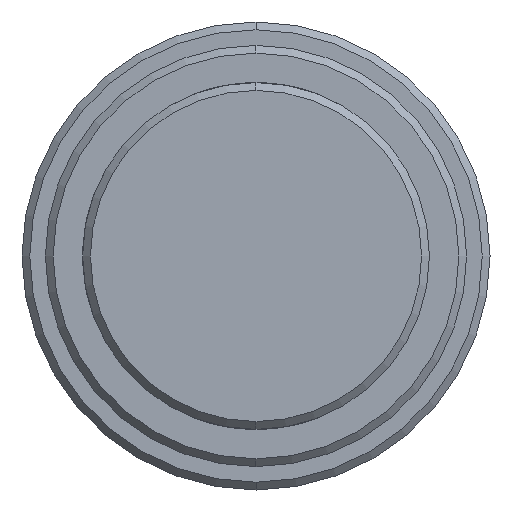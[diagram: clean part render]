
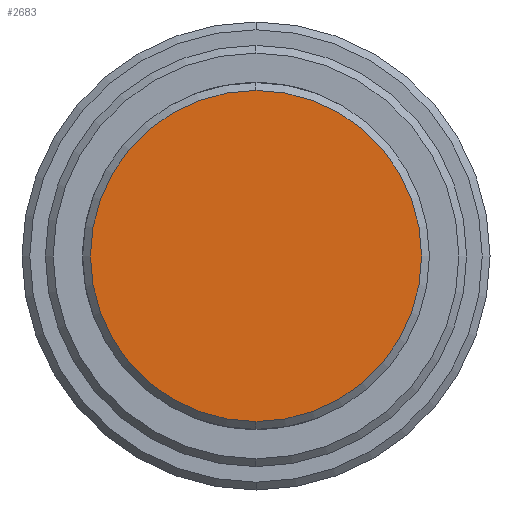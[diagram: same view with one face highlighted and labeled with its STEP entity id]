
A CAD part, left-side view. The second image highlights one B-rep face of the part: STEP entity #2683.
In plain terms, the highlighted planar face has unit normal (-1, 0, 0).
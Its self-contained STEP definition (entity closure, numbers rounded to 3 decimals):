
#22 = AXIS2_PLACEMENT_3D ( 'NONE', #169, #1711, #633 ) ;
#40 = DIRECTION ( 'NONE',  ( -1., 0., 0. ) ) ;
#169 = CARTESIAN_POINT ( 'NONE',  ( 0., 0., 0. ) ) ;
#223 = EDGE_LOOP ( 'NONE', ( #1257, #575 ) ) ;
#549 = DIRECTION ( 'NONE',  ( 0., 0., -1. ) ) ;
#575 = ORIENTED_EDGE ( 'NONE', *, *, #1306, .T. ) ;
#633 = DIRECTION ( 'NONE',  ( 0., 0., -1. ) ) ;
#734 = DIRECTION ( 'NONE',  ( 1., 0., 0. ) ) ;
#937 = CIRCLE ( 'NONE', #22, 21.225 ) ;
#996 = AXIS2_PLACEMENT_3D ( 'NONE', #1596, #40, #1588 ) ;
#1257 = ORIENTED_EDGE ( 'NONE', *, *, #1524, .T. ) ;
#1306 = EDGE_CURVE ( 'NONE', #1568, #2549, #937, .T. ) ;
#1491 = AXIS2_PLACEMENT_3D ( 'NONE', #2503, #734, #549 ) ;
#1524 = EDGE_CURVE ( 'NONE', #2549, #1568, #2347, .T. ) ;
#1568 = VERTEX_POINT ( 'NONE', #1604 ) ;
#1588 = DIRECTION ( 'NONE',  ( 0., 0., -1. ) ) ;
#1596 = CARTESIAN_POINT ( 'NONE',  ( 0., 0., 0. ) ) ;
#1604 = CARTESIAN_POINT ( 'NONE',  ( 0., 0., 21.225 ) ) ;
#1711 = DIRECTION ( 'NONE',  ( -1., 0., 0. ) ) ;
#1857 = PLANE ( 'NONE',  #1491 ) ;
#2136 = FACE_OUTER_BOUND ( 'NONE', #223, .T. ) ;
#2347 = CIRCLE ( 'NONE', #996, 21.225 ) ;
#2388 = CARTESIAN_POINT ( 'NONE',  ( 0., 0., -21.225 ) ) ;
#2503 = CARTESIAN_POINT ( 'NONE',  ( 0., 0., 0. ) ) ;
#2549 = VERTEX_POINT ( 'NONE', #2388 ) ;
#2683 = ADVANCED_FACE ( 'NONE', ( #2136 ), #1857, .F. ) ;
